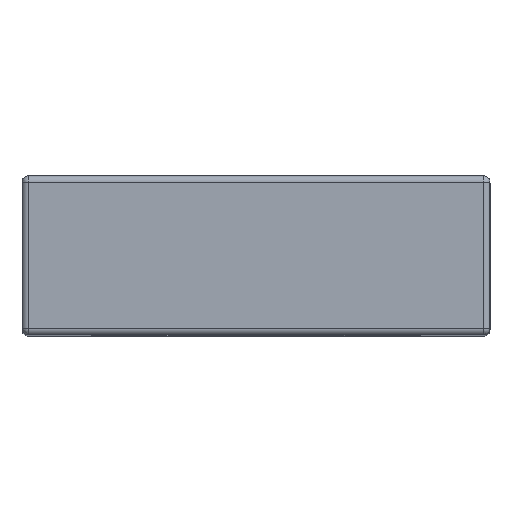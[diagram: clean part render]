
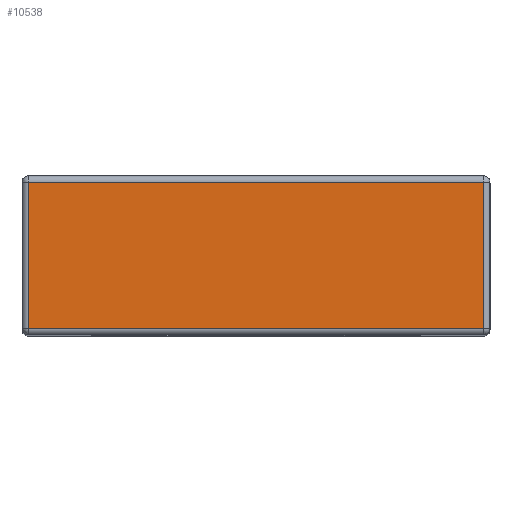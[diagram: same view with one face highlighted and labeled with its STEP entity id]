
A CAD part, top view. The second image highlights one B-rep face of the part: STEP entity #10538.
In plain terms, the highlighted planar face has unit normal (0, 0, 1).
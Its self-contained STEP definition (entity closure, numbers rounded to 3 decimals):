
#225 = FACE_OUTER_BOUND ( 'NONE', #9567, .T. ) ;
#494 = CARTESIAN_POINT ( 'NONE',  ( -3.65, 1.175, 5.425 ) ) ;
#2249 = CARTESIAN_POINT ( 'NONE',  ( -3.65, -1.275, 5.425 ) ) ;
#2509 = CARTESIAN_POINT ( 'NONE',  ( 3.65, -1.175, 5.425 ) ) ;
#2606 = DIRECTION ( 'NONE',  ( 0., 0., -1. ) ) ;
#2813 = VERTEX_POINT ( 'NONE', #494 ) ;
#3474 = DIRECTION ( 'NONE',  ( 0., 1., 0. ) ) ;
#3953 = ORIENTED_EDGE ( 'NONE', *, *, #6355, .T. ) ;
#3963 = EDGE_CURVE ( 'NONE', #8939, #13650, #10929, .T. ) ;
#4378 = LINE ( 'NONE', #2249, #10805 ) ;
#4642 = EDGE_CURVE ( 'NONE', #13650, #2813, #10621, .T. ) ;
#5170 = CARTESIAN_POINT ( 'NONE',  ( 3.65, 1.175, 5.425 ) ) ;
#5457 = CARTESIAN_POINT ( 'NONE',  ( 3.75, -1.175, 5.425 ) ) ;
#5738 = DIRECTION ( 'NONE',  ( 1., 0., 0. ) ) ;
#5760 = EDGE_CURVE ( 'NONE', #2813, #13417, #4378, .T. ) ;
#6072 = VECTOR ( 'NONE', #5738, 1000. ) ;
#6355 = EDGE_CURVE ( 'NONE', #13417, #8939, #7781, .T. ) ;
#6443 = DIRECTION ( 'NONE',  ( -1., 0., 0. ) ) ;
#7142 = DIRECTION ( 'NONE',  ( 0., 1., 0. ) ) ;
#7370 = CARTESIAN_POINT ( 'NONE',  ( -3.65, -1.175, 5.425 ) ) ;
#7781 = LINE ( 'NONE', #5457, #6072 ) ;
#8272 = CARTESIAN_POINT ( 'NONE',  ( -3.75, -1.275, 5.425 ) ) ;
#8647 = CARTESIAN_POINT ( 'NONE',  ( -3.75, 1.175, 5.425 ) ) ;
#8939 = VERTEX_POINT ( 'NONE', #2509 ) ;
#9299 = ORIENTED_EDGE ( 'NONE', *, *, #4642, .T. ) ;
#9567 = EDGE_LOOP ( 'NONE', ( #11074, #9299, #13244, #3953 ) ) ;
#9685 = DIRECTION ( 'NONE',  ( 0., -1., 0. ) ) ;
#10538 = ADVANCED_FACE ( 'NONE', ( #225 ), #11130, .F. ) ;
#10621 = LINE ( 'NONE', #8647, #10954 ) ;
#10805 = VECTOR ( 'NONE', #9685, 1000. ) ;
#10929 = LINE ( 'NONE', #11069, #12522 ) ;
#10954 = VECTOR ( 'NONE', #6443, 1000. ) ;
#11069 = CARTESIAN_POINT ( 'NONE',  ( 3.65, -1.275, 5.425 ) ) ;
#11074 = ORIENTED_EDGE ( 'NONE', *, *, #3963, .T. ) ;
#11130 = PLANE ( 'NONE',  #13866 ) ;
#12522 = VECTOR ( 'NONE', #3474, 1000. ) ;
#13244 = ORIENTED_EDGE ( 'NONE', *, *, #5760, .T. ) ;
#13417 = VERTEX_POINT ( 'NONE', #7370 ) ;
#13650 = VERTEX_POINT ( 'NONE', #5170 ) ;
#13866 = AXIS2_PLACEMENT_3D ( 'NONE', #8272, #2606, #7142 ) ;
